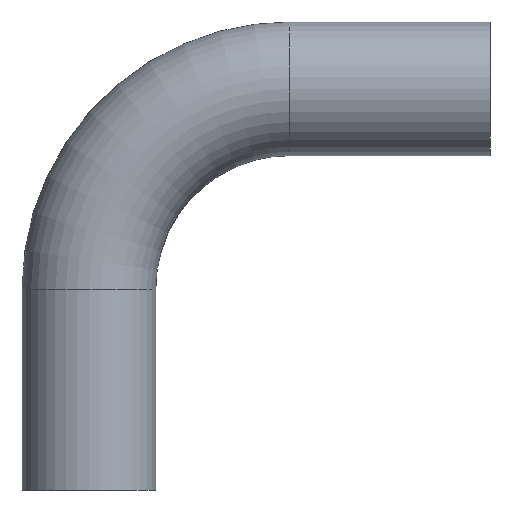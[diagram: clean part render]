
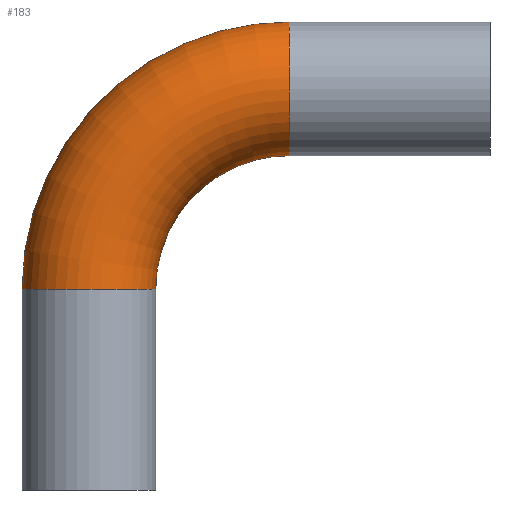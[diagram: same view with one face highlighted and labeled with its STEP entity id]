
A CAD part, front view. The second image highlights one B-rep face of the part: STEP entity #183.
In plain terms, the highlighted toroidal (fillet/blend) face has major radius 38.1 mm and minor radius 12.7 mm.
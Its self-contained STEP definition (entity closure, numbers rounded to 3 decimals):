
#152=CARTESIAN_POINT('',(38.1,0.,63.5));
#153=VERTEX_POINT('',#152);
#154=CARTESIAN_POINT('',(38.1,0.0,76.2));
#155=DIRECTION('',(-1.0,0.0,0.0));
#156=DIRECTION('',(0.0,0.0,1.0));
#157=AXIS2_PLACEMENT_3D('',#154,#155,#156);
#158=CIRCLE('',#157,12.7);
#159=EDGE_CURVE('',#153,#153,#158,.T.);
#164=CARTESIAN_POINT('',(38.1,0.0,38.1));
#165=DIRECTION('',(0.0,1.0,0.0));
#166=DIRECTION('',(0.0,0.0,1.0));
#167=AXIS2_PLACEMENT_3D('',#164,#165,#166);
#168=TOROIDAL_SURFACE('',#167,38.1,12.7);
#169=ORIENTED_EDGE('',*,*,#159,.T.);
#170=EDGE_LOOP('',(#169));
#171=FACE_OUTER_BOUND('',#170,.T.);
#172=CARTESIAN_POINT('',(12.7,0.,38.1));
#173=VERTEX_POINT('',#172);
#174=CARTESIAN_POINT('',(0.,0.0,38.1));
#175=DIRECTION('',(0.0,0.0,-1.0));
#176=DIRECTION('',(-1.0,0.0,0.0));
#177=AXIS2_PLACEMENT_3D('',#174,#175,#176);
#178=CIRCLE('',#177,12.7);
#179=EDGE_CURVE('',#173,#173,#178,.T.);
#180=ORIENTED_EDGE('',*,*,#179,.F.);
#181=EDGE_LOOP('',(#180));
#182=FACE_BOUND('',#181,.T.);
#183=ADVANCED_FACE('',(#171,#182),#168,.T.);
